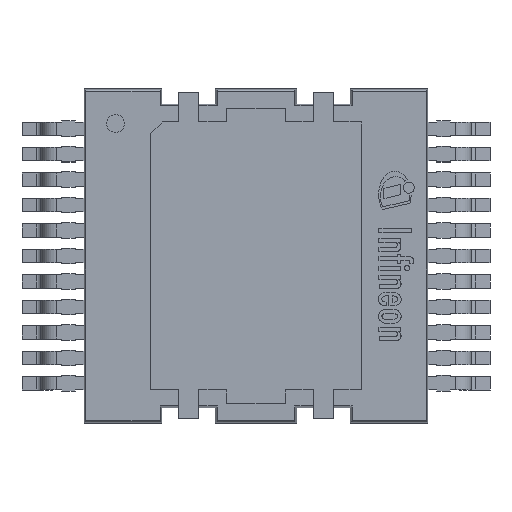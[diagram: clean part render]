
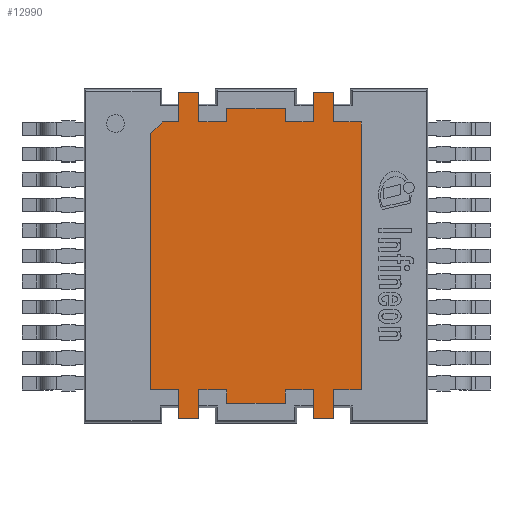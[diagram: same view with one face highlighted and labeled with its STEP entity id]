
A CAD part, top view. The second image highlights one B-rep face of the part: STEP entity #12990.
In plain terms, the highlighted planar face has unit normal (0, 0, 1).
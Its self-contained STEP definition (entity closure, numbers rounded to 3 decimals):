
#528=FACE_OUTER_BOUND('',#1260,.T.);
#1260=EDGE_LOOP('',(#8619,#8620,#8621,#8622,#8623,#8624,#8625,#8626,#8627,
#8628,#8629,#8630,#8631,#8632,#8633,#8634,#8635,#8636,#8637,#8638,#8639,
#8640,#8641,#8642,#8643,#8644,#8645,#8646,#8647));
#1974=LINE('',#18236,#3637);
#1978=LINE('',#18243,#3641);
#1981=LINE('',#18249,#3644);
#1984=LINE('',#18255,#3647);
#1987=LINE('',#18261,#3650);
#1990=LINE('',#18267,#3653);
#1993=LINE('',#18273,#3656);
#1996=LINE('',#18279,#3659);
#1999=LINE('',#18285,#3662);
#2002=LINE('',#18291,#3665);
#2005=LINE('',#18297,#3668);
#2008=LINE('',#18303,#3671);
#2011=LINE('',#18309,#3674);
#2014=LINE('',#18315,#3677);
#2017=LINE('',#18321,#3680);
#2020=LINE('',#18327,#3683);
#2023=LINE('',#18333,#3686);
#2026=LINE('',#18339,#3689);
#2029=LINE('',#18345,#3692);
#2032=LINE('',#18351,#3695);
#2035=LINE('',#18357,#3698);
#2038=LINE('',#18363,#3701);
#2041=LINE('',#18369,#3704);
#2044=LINE('',#18375,#3707);
#2047=LINE('',#18381,#3710);
#2050=LINE('',#18387,#3713);
#2053=LINE('',#18393,#3716);
#2056=LINE('',#18399,#3719);
#2058=LINE('',#18402,#3721);
#3637=VECTOR('',#14681,1000.);
#3641=VECTOR('',#14687,1000.);
#3644=VECTOR('',#14692,1000.);
#3647=VECTOR('',#14697,1000.);
#3650=VECTOR('',#14702,1000.);
#3653=VECTOR('',#14707,1000.);
#3656=VECTOR('',#14712,1000.);
#3659=VECTOR('',#14717,1000.);
#3662=VECTOR('',#14722,1000.);
#3665=VECTOR('',#14727,1000.);
#3668=VECTOR('',#14732,1000.);
#3671=VECTOR('',#14737,1000.);
#3674=VECTOR('',#14742,1000.);
#3677=VECTOR('',#14747,1000.);
#3680=VECTOR('',#14752,1000.);
#3683=VECTOR('',#14757,1000.);
#3686=VECTOR('',#14762,1000.);
#3689=VECTOR('',#14767,1000.);
#3692=VECTOR('',#14772,1000.);
#3695=VECTOR('',#14777,1000.);
#3698=VECTOR('',#14782,1000.);
#3701=VECTOR('',#14787,1000.);
#3704=VECTOR('',#14792,1000.);
#3707=VECTOR('',#14797,1000.);
#3710=VECTOR('',#14802,1000.);
#3713=VECTOR('',#14807,1000.);
#3716=VECTOR('',#14812,1000.);
#3719=VECTOR('',#14817,1000.);
#3721=VECTOR('',#14821,1000.);
#5300=VERTEX_POINT('',#18233);
#5301=VERTEX_POINT('',#18235);
#5303=VERTEX_POINT('',#18241);
#5305=VERTEX_POINT('',#18247);
#5307=VERTEX_POINT('',#18253);
#5309=VERTEX_POINT('',#18259);
#5311=VERTEX_POINT('',#18265);
#5313=VERTEX_POINT('',#18271);
#5315=VERTEX_POINT('',#18277);
#5317=VERTEX_POINT('',#18283);
#5319=VERTEX_POINT('',#18289);
#5321=VERTEX_POINT('',#18295);
#5323=VERTEX_POINT('',#18301);
#5325=VERTEX_POINT('',#18307);
#5327=VERTEX_POINT('',#18313);
#5329=VERTEX_POINT('',#18319);
#5331=VERTEX_POINT('',#18325);
#5333=VERTEX_POINT('',#18331);
#5335=VERTEX_POINT('',#18337);
#5337=VERTEX_POINT('',#18343);
#5339=VERTEX_POINT('',#18349);
#5341=VERTEX_POINT('',#18355);
#5343=VERTEX_POINT('',#18361);
#5345=VERTEX_POINT('',#18367);
#5347=VERTEX_POINT('',#18373);
#5349=VERTEX_POINT('',#18379);
#5351=VERTEX_POINT('',#18385);
#5353=VERTEX_POINT('',#18391);
#5355=VERTEX_POINT('',#18397);
#6576=EDGE_CURVE('',#5301,#5300,#1974,.T.);
#6580=EDGE_CURVE('',#5300,#5303,#1978,.T.);
#6583=EDGE_CURVE('',#5303,#5305,#1981,.T.);
#6586=EDGE_CURVE('',#5305,#5307,#1984,.T.);
#6589=EDGE_CURVE('',#5307,#5309,#1987,.T.);
#6592=EDGE_CURVE('',#5309,#5311,#1990,.T.);
#6595=EDGE_CURVE('',#5311,#5313,#1993,.T.);
#6598=EDGE_CURVE('',#5313,#5315,#1996,.T.);
#6601=EDGE_CURVE('',#5315,#5317,#1999,.T.);
#6604=EDGE_CURVE('',#5317,#5319,#2002,.T.);
#6607=EDGE_CURVE('',#5319,#5321,#2005,.T.);
#6610=EDGE_CURVE('',#5321,#5323,#2008,.T.);
#6613=EDGE_CURVE('',#5323,#5325,#2011,.T.);
#6616=EDGE_CURVE('',#5325,#5327,#2014,.T.);
#6619=EDGE_CURVE('',#5327,#5329,#2017,.T.);
#6622=EDGE_CURVE('',#5329,#5331,#2020,.T.);
#6625=EDGE_CURVE('',#5331,#5333,#2023,.T.);
#6628=EDGE_CURVE('',#5333,#5335,#2026,.T.);
#6631=EDGE_CURVE('',#5335,#5337,#2029,.T.);
#6634=EDGE_CURVE('',#5337,#5339,#2032,.T.);
#6637=EDGE_CURVE('',#5339,#5341,#2035,.T.);
#6640=EDGE_CURVE('',#5341,#5343,#2038,.T.);
#6643=EDGE_CURVE('',#5343,#5345,#2041,.T.);
#6646=EDGE_CURVE('',#5345,#5347,#2044,.T.);
#6649=EDGE_CURVE('',#5347,#5349,#2047,.T.);
#6652=EDGE_CURVE('',#5349,#5351,#2050,.T.);
#6655=EDGE_CURVE('',#5351,#5353,#2053,.T.);
#6658=EDGE_CURVE('',#5353,#5355,#2056,.T.);
#6660=EDGE_CURVE('',#5355,#5301,#2058,.T.);
#8619=ORIENTED_EDGE('',*,*,#6576,.T.);
#8620=ORIENTED_EDGE('',*,*,#6580,.T.);
#8621=ORIENTED_EDGE('',*,*,#6583,.T.);
#8622=ORIENTED_EDGE('',*,*,#6586,.T.);
#8623=ORIENTED_EDGE('',*,*,#6589,.T.);
#8624=ORIENTED_EDGE('',*,*,#6592,.T.);
#8625=ORIENTED_EDGE('',*,*,#6595,.T.);
#8626=ORIENTED_EDGE('',*,*,#6598,.T.);
#8627=ORIENTED_EDGE('',*,*,#6601,.T.);
#8628=ORIENTED_EDGE('',*,*,#6604,.T.);
#8629=ORIENTED_EDGE('',*,*,#6607,.T.);
#8630=ORIENTED_EDGE('',*,*,#6610,.T.);
#8631=ORIENTED_EDGE('',*,*,#6613,.T.);
#8632=ORIENTED_EDGE('',*,*,#6616,.T.);
#8633=ORIENTED_EDGE('',*,*,#6619,.T.);
#8634=ORIENTED_EDGE('',*,*,#6622,.T.);
#8635=ORIENTED_EDGE('',*,*,#6625,.T.);
#8636=ORIENTED_EDGE('',*,*,#6628,.T.);
#8637=ORIENTED_EDGE('',*,*,#6631,.T.);
#8638=ORIENTED_EDGE('',*,*,#6634,.T.);
#8639=ORIENTED_EDGE('',*,*,#6637,.T.);
#8640=ORIENTED_EDGE('',*,*,#6640,.T.);
#8641=ORIENTED_EDGE('',*,*,#6643,.T.);
#8642=ORIENTED_EDGE('',*,*,#6646,.T.);
#8643=ORIENTED_EDGE('',*,*,#6649,.T.);
#8644=ORIENTED_EDGE('',*,*,#6652,.T.);
#8645=ORIENTED_EDGE('',*,*,#6655,.T.);
#8646=ORIENTED_EDGE('',*,*,#6658,.T.);
#8647=ORIENTED_EDGE('',*,*,#6660,.T.);
#12390=PLANE('',#13760);
#12990=ADVANCED_FACE('',(#528),#12390,.F.);
#13760=AXIS2_PLACEMENT_3D('',#18403,#14822,#14823);
#14681=DIRECTION('',(0.,-1.,0.));
#14687=DIRECTION('',(-1.,0.,0.));
#14692=DIRECTION('',(-0.707,-0.707,0.));
#14697=DIRECTION('',(0.,-1.,0.));
#14702=DIRECTION('',(1.,0.,0.));
#14707=DIRECTION('',(0.,-1.,0.));
#14712=DIRECTION('',(1.,0.,0.));
#14717=DIRECTION('',(0.,1.,0.));
#14722=DIRECTION('',(1.,0.,0.));
#14727=DIRECTION('',(0.,-1.,0.));
#14732=DIRECTION('',(1.,0.,0.));
#14737=DIRECTION('',(0.,1.,0.));
#14742=DIRECTION('',(1.,0.,0.));
#14747=DIRECTION('',(0.,-1.,0.));
#14752=DIRECTION('',(1.,0.,0.));
#14757=DIRECTION('',(0.,1.,0.));
#14762=DIRECTION('',(1.,0.,0.));
#14767=DIRECTION('',(0.,1.,0.));
#14772=DIRECTION('',(-1.,0.,0.));
#14777=DIRECTION('',(0.,1.,0.));
#14782=DIRECTION('',(-1.,0.,0.));
#14787=DIRECTION('',(0.,-1.,0.));
#14792=DIRECTION('',(-1.,0.,0.));
#14797=DIRECTION('',(0.,1.,0.));
#14802=DIRECTION('',(-1.,0.,0.));
#14807=DIRECTION('',(0.,-1.,0.));
#14812=DIRECTION('',(-1.,0.,0.));
#14817=DIRECTION('',(0.,1.,0.));
#14821=DIRECTION('',(-1.,0.,0.));
#14822=DIRECTION('center_axis',(0.,0.,-1.));
#14823=DIRECTION('ref_axis',(0.,1.,0.));
#18233=CARTESIAN_POINT('',(-3.465,6.,2.5));
#18235=CARTESIAN_POINT('',(-3.465,7.3,2.5));
#18236=CARTESIAN_POINT('',(-3.465,7.3,2.5));
#18241=CARTESIAN_POINT('',(-4.19,6.,2.5));
#18243=CARTESIAN_POINT('',(-3.465,6.,2.5));
#18247=CARTESIAN_POINT('',(-4.72,5.47,2.5));
#18249=CARTESIAN_POINT('',(-4.19,6.,2.5));
#18253=CARTESIAN_POINT('',(-4.72,-6.,2.5));
#18255=CARTESIAN_POINT('',(-4.72,5.47,2.5));
#18259=CARTESIAN_POINT('',(-3.465,-6.,2.5));
#18261=CARTESIAN_POINT('',(-4.72,-6.,2.5));
#18265=CARTESIAN_POINT('',(-3.465,-7.3,2.5));
#18267=CARTESIAN_POINT('',(-3.465,-6.,2.5));
#18271=CARTESIAN_POINT('',(-2.565,-7.3,2.5));
#18273=CARTESIAN_POINT('',(-3.465,-7.3,2.5));
#18277=CARTESIAN_POINT('',(-2.565,-6.,2.5));
#18279=CARTESIAN_POINT('',(-2.565,-7.3,2.5));
#18283=CARTESIAN_POINT('',(-1.318,-6.,2.5));
#18285=CARTESIAN_POINT('',(-2.565,-6.,2.5));
#18289=CARTESIAN_POINT('',(-1.318,-6.6,2.5));
#18291=CARTESIAN_POINT('',(-1.318,-6.,2.5));
#18295=CARTESIAN_POINT('',(1.318,-6.6,2.5));
#18297=CARTESIAN_POINT('',(-1.318,-6.6,2.5));
#18301=CARTESIAN_POINT('',(1.318,-6.,2.5));
#18303=CARTESIAN_POINT('',(1.318,-6.6,2.5));
#18307=CARTESIAN_POINT('',(2.57,-6.,2.5));
#18309=CARTESIAN_POINT('',(1.318,-6.,2.5));
#18313=CARTESIAN_POINT('',(2.57,-7.3,2.5));
#18315=CARTESIAN_POINT('',(2.57,-6.,2.5));
#18319=CARTESIAN_POINT('',(3.47,-7.3,2.5));
#18321=CARTESIAN_POINT('',(2.57,-7.3,2.5));
#18325=CARTESIAN_POINT('',(3.47,-6.,2.5));
#18327=CARTESIAN_POINT('',(3.47,-7.3,2.5));
#18331=CARTESIAN_POINT('',(4.72,-6.,2.5));
#18333=CARTESIAN_POINT('',(3.47,-6.,2.5));
#18337=CARTESIAN_POINT('',(4.72,6.,2.5));
#18339=CARTESIAN_POINT('',(4.72,-6.,2.5));
#18343=CARTESIAN_POINT('',(3.47,6.,2.5));
#18345=CARTESIAN_POINT('',(4.72,6.,2.5));
#18349=CARTESIAN_POINT('',(3.47,7.3,2.5));
#18351=CARTESIAN_POINT('',(3.47,6.,2.5));
#18355=CARTESIAN_POINT('',(2.57,7.3,2.5));
#18357=CARTESIAN_POINT('',(3.47,7.3,2.5));
#18361=CARTESIAN_POINT('',(2.57,6.,2.5));
#18363=CARTESIAN_POINT('',(2.57,7.3,2.5));
#18367=CARTESIAN_POINT('',(1.318,6.,2.5));
#18369=CARTESIAN_POINT('',(2.57,6.,2.5));
#18373=CARTESIAN_POINT('',(1.318,6.6,2.5));
#18375=CARTESIAN_POINT('',(1.318,6.,2.5));
#18379=CARTESIAN_POINT('',(-1.318,6.6,2.5));
#18381=CARTESIAN_POINT('',(1.318,6.6,2.5));
#18385=CARTESIAN_POINT('',(-1.318,6.,2.5));
#18387=CARTESIAN_POINT('',(-1.318,6.6,2.5));
#18391=CARTESIAN_POINT('',(-2.565,6.,2.5));
#18393=CARTESIAN_POINT('',(-1.318,6.,2.5));
#18397=CARTESIAN_POINT('',(-2.565,7.3,2.5));
#18399=CARTESIAN_POINT('',(-2.565,6.,2.5));
#18402=CARTESIAN_POINT('',(-2.565,7.3,2.5));
#18403=CARTESIAN_POINT('Origin',(0.,0.,2.5));
